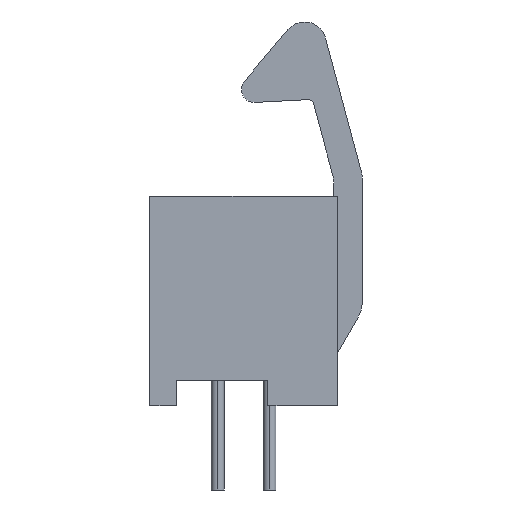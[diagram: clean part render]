
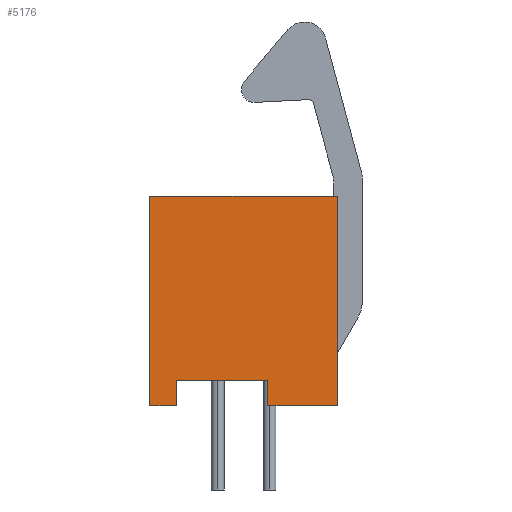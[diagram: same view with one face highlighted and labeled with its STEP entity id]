
A CAD part, left-side view. The second image highlights one B-rep face of the part: STEP entity #5176.
In plain terms, the highlighted planar face has unit normal (-1, 0, 0).
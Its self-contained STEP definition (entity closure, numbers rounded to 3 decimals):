
#104=DIRECTION('',(0.,1.,0.));
#105=VECTOR('',#104,9.195);
#106=CARTESIAN_POINT('',(-10.16,-4.597,0.));
#107=LINE('',#106,#105);
#220=DIRECTION('',(0.,0.,1.));
#221=VECTOR('',#220,10.262);
#222=CARTESIAN_POINT('',(-10.16,-4.597,-10.262));
#223=LINE('',#222,#221);
#776=DIRECTION('',(0.,1.,0.));
#777=VECTOR('',#776,3.404);
#778=CARTESIAN_POINT('',(-10.16,-4.597,-10.262));
#779=LINE('',#778,#777);
#816=DIRECTION('',(0.,1.,0.));
#817=VECTOR('',#816,1.321);
#818=CARTESIAN_POINT('',(-10.16,3.277,-10.262));
#819=LINE('',#818,#817);
#1816=DIRECTION('',(0.,-1.,0.));
#1817=VECTOR('',#1816,4.47);
#1818=CARTESIAN_POINT('',(-10.16,3.277,-8.992));
#1819=LINE('',#1818,#1817);
#1820=DIRECTION('',(0.,0.,1.));
#1821=VECTOR('',#1820,1.27);
#1822=CARTESIAN_POINT('',(-10.16,3.277,-10.262));
#1823=LINE('',#1822,#1821);
#1824=DIRECTION('',(0.,0.,1.));
#1825=VECTOR('',#1824,10.262);
#1826=CARTESIAN_POINT('',(-10.16,4.597,-10.262));
#1827=LINE('',#1826,#1825);
#1828=DIRECTION('',(0.,0.,1.));
#1829=VECTOR('',#1828,1.27);
#1830=CARTESIAN_POINT('',(-10.16,-1.194,-10.262));
#1831=LINE('',#1830,#1829);
#2224=CARTESIAN_POINT('',(-10.16,-4.597,0.));
#2225=CARTESIAN_POINT('',(-10.16,4.597,0.));
#2226=VERTEX_POINT('',#2224);
#2227=VERTEX_POINT('',#2225);
#2232=CARTESIAN_POINT('',(-10.16,4.597,-10.262));
#2233=VERTEX_POINT('',#2232);
#2234=CARTESIAN_POINT('',(-10.16,-4.597,-10.262));
#2235=VERTEX_POINT('',#2234);
#2240=CARTESIAN_POINT('',(-10.16,3.277,-8.992));
#2241=CARTESIAN_POINT('',(-10.16,-1.194,-8.992));
#2242=VERTEX_POINT('',#2240);
#2243=VERTEX_POINT('',#2241);
#2244=CARTESIAN_POINT('',(-10.16,-1.194,-10.262));
#2245=VERTEX_POINT('',#2244);
#2246=CARTESIAN_POINT('',(-10.16,3.277,-10.262));
#2247=VERTEX_POINT('',#2246);
#5160=CARTESIAN_POINT('',(-10.16,4.597,0.));
#5161=DIRECTION('',(-1.,0.,0.));
#5162=DIRECTION('',(0.,-1.,0.));
#5163=AXIS2_PLACEMENT_3D('',#5160,#5161,#5162);
#5164=PLANE('',#5163);
#5165=ORIENTED_EDGE('',*,*,#3766,.F.);
#5167=ORIENTED_EDGE('',*,*,#5166,.F.);
#5168=ORIENTED_EDGE('',*,*,#3671,.T.);
#5169=ORIENTED_EDGE('',*,*,#5154,.T.);
#5170=ORIENTED_EDGE('',*,*,#2901,.F.);
#5171=ORIENTED_EDGE('',*,*,#3023,.F.);
#5172=ORIENTED_EDGE('',*,*,#3640,.T.);
#5173=ORIENTED_EDGE('',*,*,#3699,.T.);
#5174=EDGE_LOOP('',(#5165,#5167,#5168,#5169,#5170,#5171,#5172,#5173));
#5175=FACE_OUTER_BOUND('',#5174,.F.);
#5176=ADVANCED_FACE('',(#5175),#5164,.T.);
#2901=EDGE_CURVE('',#2226,#2227,#107,.T.);
#3023=EDGE_CURVE('',#2235,#2226,#223,.T.);
#3640=EDGE_CURVE('',#2235,#2245,#779,.T.);
#3671=EDGE_CURVE('',#2247,#2233,#819,.T.);
#3699=EDGE_CURVE('',#2245,#2243,#1831,.T.);
#3766=EDGE_CURVE('',#2242,#2243,#1819,.T.);
#5154=EDGE_CURVE('',#2233,#2227,#1827,.T.);
#5166=EDGE_CURVE('',#2247,#2242,#1823,.T.);
